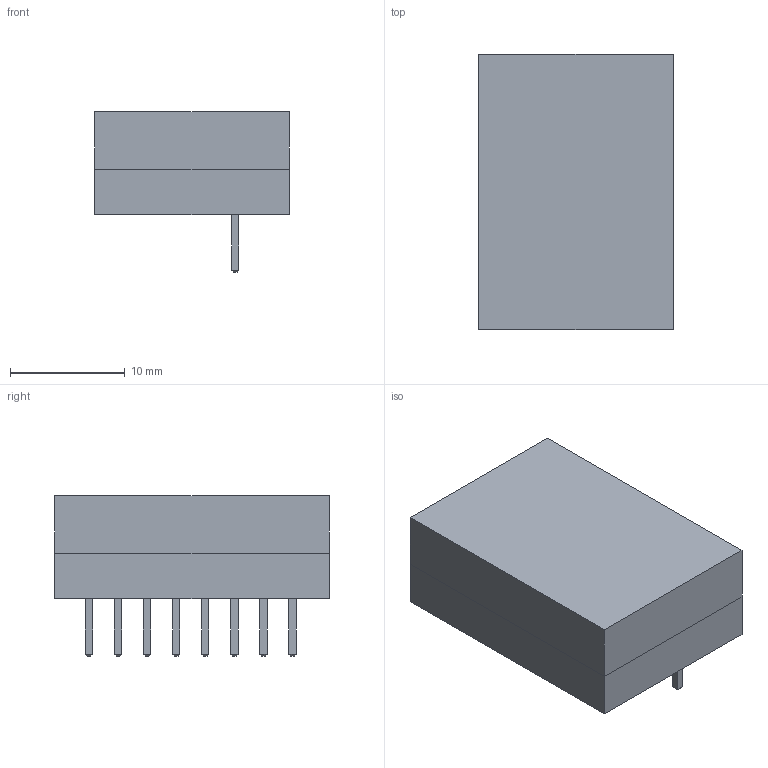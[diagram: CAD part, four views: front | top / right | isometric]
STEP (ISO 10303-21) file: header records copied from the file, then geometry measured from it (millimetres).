
FILE_DESCRIPTION(/* description */ (''),/* implementation_level */ '2;1');
FILE_NAME(/* name */ 'resistor_network_shield.step',/* time_stamp */ '2022-09-18T17:10:42+02:00',/* author */ (''),/* organization */ (''),/* preprocessor_version */ 'ST-DEVELOPER v19',/* originating_system */ 'Autodesk Translation Framework v11.7.0.108',/* authorisation */ '');
FILE_SCHEMA (('AUTOMOTIVE_DESIGN { 1 0 10303 214 3 1 1 }'));
Length unit declared in the file: millimetre
Products named in the file (13): resistor_network; SOT-23; SOLID (2); SOT-89-3; SOLID (3); R_0805_2012Metric; SOLID (1); PinHeader_1x08_P2.54mm_Vertical_SMD_Pin1Left; SOLID (4); R_1206_3216Metric; SOLID; resistor_network PCB; Component12
Assembly tree (29 placements, depth 3):
  resistor_network
    R_1206_3216Metric  x16
      SOLID
    R_0805_2012Metric  x3
      SOLID (1)
    SOT-23
      SOLID (2)
    SOT-89-3
      SOLID (3)
    PinHeader_1x08_P2.54mm_Vertical_SMD_Pin1Left
      SOLID (4)
    resistor_network PCB
    Component12
Bounding box: 17 x 24 x 14 mm (x, y, z)
Volume: 2036.8 mm3; surface area: 4351.8 mm2
Topology: 24 solids, 24 shells, 946 faces, 2426 edges, 1552 vertices
Faces by surface type: plane 769, cylinder 177
Full cylindrical faces by diameter (mm): 0.7 x1, 1 x4
Entity records: 15644 total; most frequent: CARTESIAN_POINT 2614, ORIENTED_EDGE 2532, DIRECTION 2444, EDGE_CURVE 1266, LINE 1180, VECTOR 1180, VERTEX_POINT 802, AXIS2_PLACEMENT_3D 632
